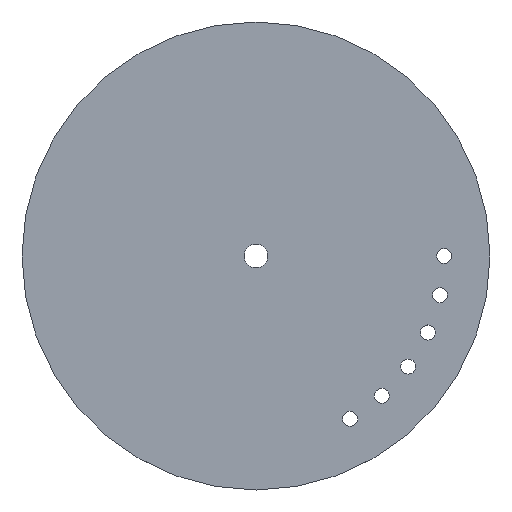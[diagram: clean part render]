
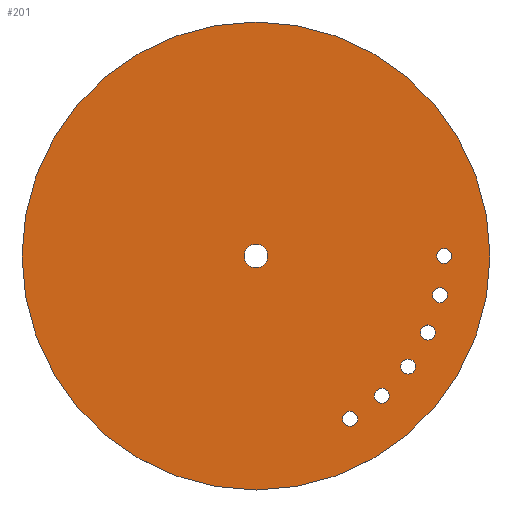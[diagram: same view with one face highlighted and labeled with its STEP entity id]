
A CAD part, top view. The second image highlights one B-rep face of the part: STEP entity #201.
In plain terms, the highlighted planar face has unit normal (0, 0, 1).
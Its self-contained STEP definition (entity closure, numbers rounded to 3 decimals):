
#15=FACE_BOUND('',#50,.T.);
#16=FACE_BOUND('',#51,.T.);
#17=FACE_BOUND('',#52,.T.);
#18=FACE_BOUND('',#53,.T.);
#19=FACE_BOUND('',#54,.T.);
#20=FACE_BOUND('',#55,.T.);
#21=FACE_BOUND('',#56,.T.);
#29=PLANE('',#229);
#39=FACE_OUTER_BOUND('',#49,.T.);
#49=EDGE_LOOP('',(#169));
#50=EDGE_LOOP('',(#170));
#51=EDGE_LOOP('',(#171));
#52=EDGE_LOOP('',(#172));
#53=EDGE_LOOP('',(#173));
#54=EDGE_LOOP('',(#174));
#55=EDGE_LOOP('',(#175));
#56=EDGE_LOOP('',(#176));
#81=CIRCLE('',#206,1.6);
#83=CIRCLE('',#209,1.6);
#85=CIRCLE('',#212,1.6);
#87=CIRCLE('',#215,1.6);
#89=CIRCLE('',#218,1.6);
#91=CIRCLE('',#221,2.5);
#93=CIRCLE('',#224,1.6);
#95=CIRCLE('',#227,49.75);
#97=VERTEX_POINT('',#295);
#99=VERTEX_POINT('',#301);
#101=VERTEX_POINT('',#307);
#103=VERTEX_POINT('',#313);
#105=VERTEX_POINT('',#319);
#107=VERTEX_POINT('',#325);
#109=VERTEX_POINT('',#331);
#111=VERTEX_POINT('',#337);
#113=EDGE_CURVE('',#97,#97,#81,.T.);
#116=EDGE_CURVE('',#99,#99,#83,.T.);
#119=EDGE_CURVE('',#101,#101,#85,.T.);
#122=EDGE_CURVE('',#103,#103,#87,.T.);
#125=EDGE_CURVE('',#105,#105,#89,.T.);
#128=EDGE_CURVE('',#107,#107,#91,.T.);
#131=EDGE_CURVE('',#109,#109,#93,.T.);
#134=EDGE_CURVE('',#111,#111,#95,.T.);
#169=ORIENTED_EDGE('',*,*,#134,.T.);
#170=ORIENTED_EDGE('',*,*,#131,.T.);
#171=ORIENTED_EDGE('',*,*,#128,.T.);
#172=ORIENTED_EDGE('',*,*,#125,.T.);
#173=ORIENTED_EDGE('',*,*,#122,.T.);
#174=ORIENTED_EDGE('',*,*,#119,.T.);
#175=ORIENTED_EDGE('',*,*,#116,.T.);
#176=ORIENTED_EDGE('',*,*,#113,.T.);
#201=ADVANCED_FACE('',(#39,#15,#16,#17,#18,#19,#20,#21),#29,.T.);
#206=AXIS2_PLACEMENT_3D('',#296,#235,#236);
#209=AXIS2_PLACEMENT_3D('',#302,#242,#243);
#212=AXIS2_PLACEMENT_3D('',#308,#249,#250);
#215=AXIS2_PLACEMENT_3D('',#314,#256,#257);
#218=AXIS2_PLACEMENT_3D('',#320,#263,#264);
#221=AXIS2_PLACEMENT_3D('',#326,#270,#271);
#224=AXIS2_PLACEMENT_3D('',#332,#277,#278);
#227=AXIS2_PLACEMENT_3D('',#338,#284,#285);
#229=AXIS2_PLACEMENT_3D('',#342,#289,#290);
#235=DIRECTION('center_axis',(0.,0.,-1.));
#236=DIRECTION('ref_axis',(-1.,0.,0.));
#242=DIRECTION('center_axis',(0.,0.,-1.));
#243=DIRECTION('ref_axis',(-1.,0.,0.));
#249=DIRECTION('center_axis',(0.,0.,-1.));
#250=DIRECTION('ref_axis',(-1.,0.,0.));
#256=DIRECTION('center_axis',(0.,0.,-1.));
#257=DIRECTION('ref_axis',(-1.,0.,0.));
#263=DIRECTION('center_axis',(0.,0.,-1.));
#264=DIRECTION('ref_axis',(-1.,0.,0.));
#270=DIRECTION('center_axis',(0.,0.,-1.));
#271=DIRECTION('ref_axis',(-1.,0.,0.));
#277=DIRECTION('center_axis',(0.,0.,-1.));
#278=DIRECTION('ref_axis',(-1.,0.,0.));
#284=DIRECTION('center_axis',(0.,0.,1.));
#285=DIRECTION('ref_axis',(-1.,0.,0.));
#289=DIRECTION('center_axis',(0.,0.,1.));
#290=DIRECTION('ref_axis',(1.,0.,0.));
#295=CARTESIAN_POINT('',(28.365,-29.726,26.75));
#296=CARTESIAN_POINT('Origin',(26.765,-29.726,26.75));
#301=CARTESIAN_POINT('',(38.142,-16.269,26.75));
#302=CARTESIAN_POINT('Origin',(36.542,-16.269,26.75));
#307=CARTESIAN_POINT('',(21.6,-34.641,26.75));
#308=CARTESIAN_POINT('Origin',(20.,-34.641,26.75));
#313=CARTESIAN_POINT('',(40.726,-8.316,26.75));
#314=CARTESIAN_POINT('Origin',(39.126,-8.316,26.75));
#319=CARTESIAN_POINT('',(33.961,-23.511,26.75));
#320=CARTESIAN_POINT('Origin',(32.361,-23.511,26.75));
#325=CARTESIAN_POINT('',(2.5,0.,26.75));
#326=CARTESIAN_POINT('Origin',(0.,0.,26.75));
#331=CARTESIAN_POINT('',(41.6,0.,26.75));
#332=CARTESIAN_POINT('Origin',(40.,0.,26.75));
#337=CARTESIAN_POINT('',(49.75,0.,26.75));
#338=CARTESIAN_POINT('Origin',(0.,0.,26.75));
#342=CARTESIAN_POINT('Origin',(0.,0.,26.75));
